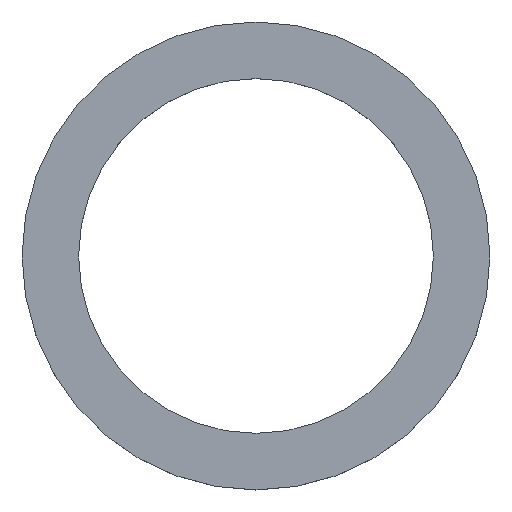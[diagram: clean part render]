
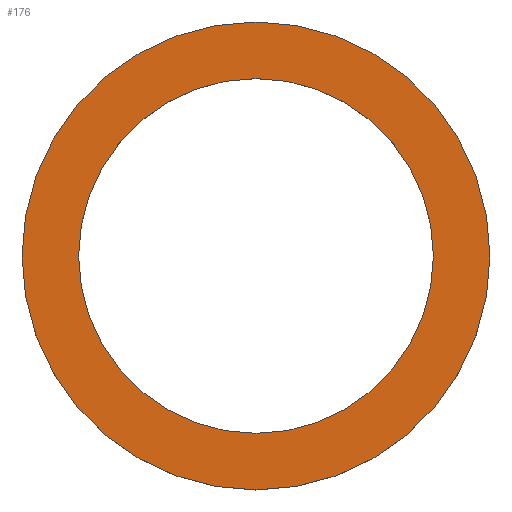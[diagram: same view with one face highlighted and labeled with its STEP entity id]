
A CAD part, top view. The second image highlights one B-rep face of the part: STEP entity #176.
In plain terms, the highlighted planar face has unit normal (0, 0, 1).
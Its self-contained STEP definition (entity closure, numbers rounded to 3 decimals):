
#4 = EDGE_CURVE ( 'NONE', #154, #44, #179, .T. ) ;
#6 = ORIENTED_EDGE ( 'NONE', *, *, #156, .T. ) ;
#16 = ORIENTED_EDGE ( 'NONE', *, *, #202, .F. ) ;
#31 = CARTESIAN_POINT ( 'NONE',  ( 0., 0., 0. ) ) ;
#35 = DIRECTION ( 'NONE',  ( 1., 0., 0. ) ) ;
#37 = FACE_OUTER_BOUND ( 'NONE', #66, .T. ) ;
#44 = VERTEX_POINT ( 'NONE', #90 ) ;
#47 = DIRECTION ( 'NONE',  ( 0., 0., 1. ) ) ;
#59 = CARTESIAN_POINT ( 'NONE',  ( -29., 0., 0. ) ) ;
#62 = DIRECTION ( 'NONE',  ( 1., 0., 0. ) ) ;
#66 = EDGE_LOOP ( 'NONE', ( #185, #6 ) ) ;
#80 = CARTESIAN_POINT ( 'NONE',  ( -38.25, 0., 0. ) ) ;
#81 = DIRECTION ( 'NONE',  ( 0., 0., 1. ) ) ;
#90 = CARTESIAN_POINT ( 'NONE',  ( 29., 0., 0. ) ) ;
#96 = CIRCLE ( 'NONE', #171, 38.25 ) ;
#107 = AXIS2_PLACEMENT_3D ( 'NONE', #145, #47, #164 ) ;
#109 = PLANE ( 'NONE',  #198 ) ;
#112 = CARTESIAN_POINT ( 'NONE',  ( 0., 0., 0. ) ) ;
#114 = DIRECTION ( 'NONE',  ( 0., 0., 1. ) ) ;
#116 = ORIENTED_EDGE ( 'NONE', *, *, #4, .F. ) ;
#123 = CIRCLE ( 'NONE', #107, 29. ) ;
#127 = CIRCLE ( 'NONE', #207, 38.25 ) ;
#130 = DIRECTION ( 'NONE',  ( 1., 0., 0. ) ) ;
#145 = CARTESIAN_POINT ( 'NONE',  ( 0., 0., 0. ) ) ;
#151 = EDGE_CURVE ( 'NONE', #192, #159, #127, .T. ) ;
#154 = VERTEX_POINT ( 'NONE', #59 ) ;
#156 = EDGE_CURVE ( 'NONE', #159, #192, #96, .T. ) ;
#158 = DIRECTION ( 'NONE',  ( 1., 0., 0. ) ) ;
#159 = VERTEX_POINT ( 'NONE', #80 ) ;
#164 = DIRECTION ( 'NONE',  ( 1., 0., 0. ) ) ;
#165 = CARTESIAN_POINT ( 'NONE',  ( 38.25, 0., 0. ) ) ;
#171 = AXIS2_PLACEMENT_3D ( 'NONE', #31, #199, #35 ) ;
#176 = ADVANCED_FACE ( 'NONE', ( #177, #37 ), #109, .T. ) ;
#177 = FACE_BOUND ( 'NONE', #200, .T. ) ;
#178 = CARTESIAN_POINT ( 'NONE',  ( 0., 0., 0. ) ) ;
#179 = CIRCLE ( 'NONE', #191, 29. ) ;
#181 = CARTESIAN_POINT ( 'NONE',  ( 0., 0., 0. ) ) ;
#185 = ORIENTED_EDGE ( 'NONE', *, *, #151, .T. ) ;
#191 = AXIS2_PLACEMENT_3D ( 'NONE', #178, #197, #158 ) ;
#192 = VERTEX_POINT ( 'NONE', #165 ) ;
#197 = DIRECTION ( 'NONE',  ( 0., 0., 1. ) ) ;
#198 = AXIS2_PLACEMENT_3D ( 'NONE', #181, #81, #62 ) ;
#199 = DIRECTION ( 'NONE',  ( 0., 0., 1. ) ) ;
#200 = EDGE_LOOP ( 'NONE', ( #16, #116 ) ) ;
#202 = EDGE_CURVE ( 'NONE', #44, #154, #123, .T. ) ;
#207 = AXIS2_PLACEMENT_3D ( 'NONE', #112, #114, #130 ) ;
